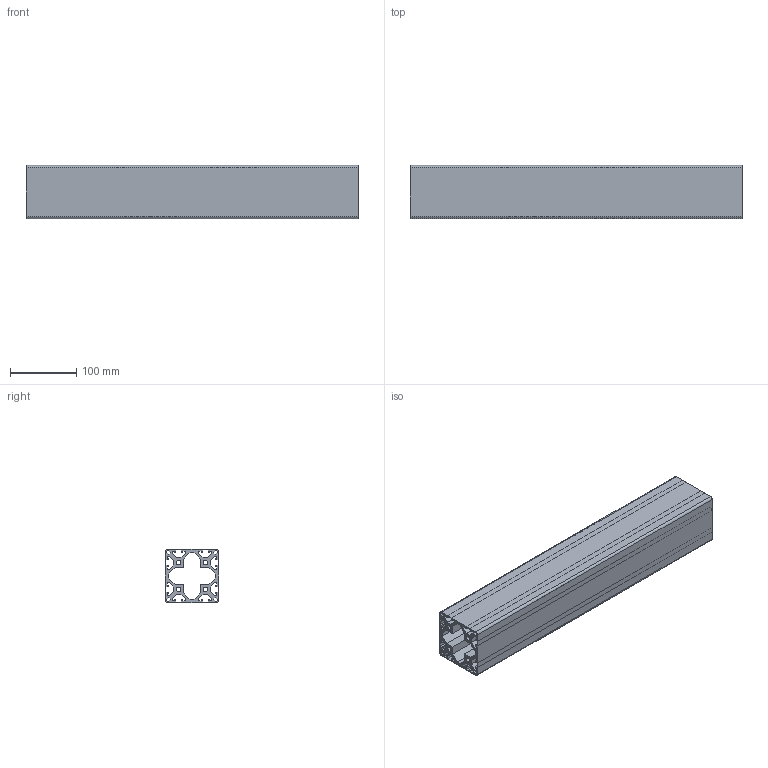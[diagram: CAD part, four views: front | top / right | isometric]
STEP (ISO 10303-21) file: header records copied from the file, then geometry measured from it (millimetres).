
FILE_DESCRIPTION (( 'STEP AP214' ), '1' );
FILE_NAME ('RP1195 8 80x80 Light 8N.STEP', '2026-02-13T08:00:07', ( '' ), ( '' ), 'SwSTEP 2.0', 'SolidWorks 2026', '' );
FILE_SCHEMA (( 'AUTOMOTIVE_DESIGN' ));
Length unit declared in the file: millimetre
Products named in the file (1): RP1195 8 80x80 Light 8N
Bounding box: 500 x 80 x 80 mm (x, y, z)
Volume: 1171412 mm3; surface area: 616693.2 mm2
Topology: 1 solids, 1 shells, 182 faces, 540 edges, 360 vertices
Faces by surface type: plane 170, cylinder 12
Entity records: 6079 total; most frequent: CARTESIAN_POINT 1083, ORIENTED_EDGE 1080, DIRECTION 930, EDGE_CURVE 540, LINE 516, VECTOR 516, VERTEX_POINT 360, EDGE_LOOP 216
